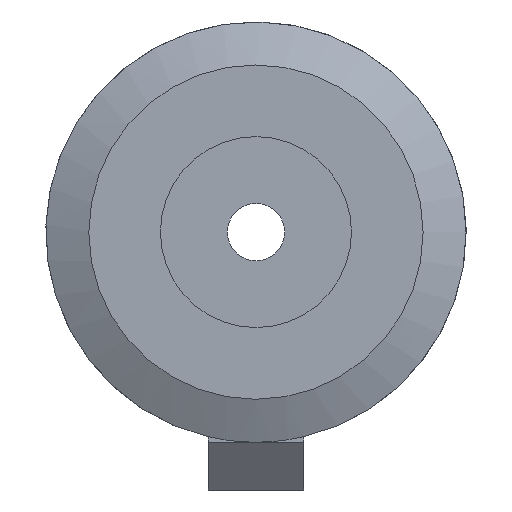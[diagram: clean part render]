
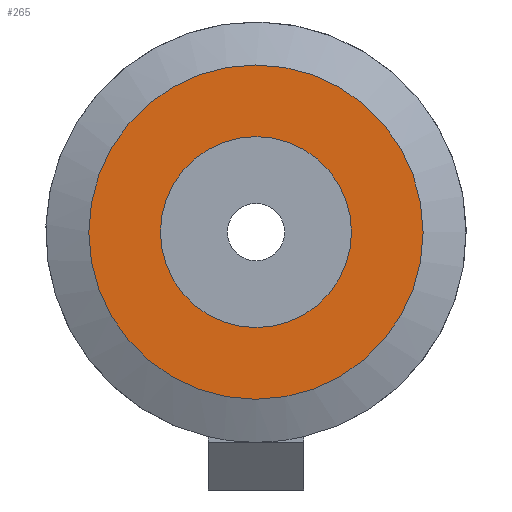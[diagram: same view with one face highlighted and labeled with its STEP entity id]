
A CAD part, left-side view. The second image highlights one B-rep face of the part: STEP entity #265.
In plain terms, the highlighted planar face has unit normal (-1, 0, 0).
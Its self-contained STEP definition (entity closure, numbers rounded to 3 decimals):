
#18=FACE_BOUND('',#64,.T.);
#24=PLANE('',#307);
#43=FACE_OUTER_BOUND('',#63,.T.);
#63=EDGE_LOOP('',(#217));
#64=EDGE_LOOP('',(#218));
#120=CIRCLE('',#301,5.);
#123=CIRCLE('',#308,8.75);
#141=VERTEX_POINT('',#443);
#144=VERTEX_POINT('',#455);
#167=EDGE_CURVE('',#141,#141,#120,.T.);
#171=EDGE_CURVE('',#144,#144,#123,.T.);
#217=ORIENTED_EDGE('',*,*,#171,.F.);
#218=ORIENTED_EDGE('',*,*,#167,.T.);
#265=ADVANCED_FACE('',(#43,#18),#24,.T.);
#301=AXIS2_PLACEMENT_3D('',#445,#359,#360);
#307=AXIS2_PLACEMENT_3D('',#454,#372,#373);
#308=AXIS2_PLACEMENT_3D('',#456,#374,#375);
#359=DIRECTION('center_axis',(1.,0.,0.));
#360=DIRECTION('ref_axis',(0.,-1.,0.));
#372=DIRECTION('center_axis',(-1.,0.,0.));
#373=DIRECTION('ref_axis',(0.,0.,1.));
#374=DIRECTION('center_axis',(1.,0.,0.));
#375=DIRECTION('ref_axis',(0.,0.,-1.));
#443=CARTESIAN_POINT('',(-18.,5.,0.));
#445=CARTESIAN_POINT('Origin',(-18.,0.,0.));
#454=CARTESIAN_POINT('Origin',(-18.,8.75,0.));
#455=CARTESIAN_POINT('',(-18.,-8.75,0.));
#456=CARTESIAN_POINT('Origin',(-18.,0.,0.));
